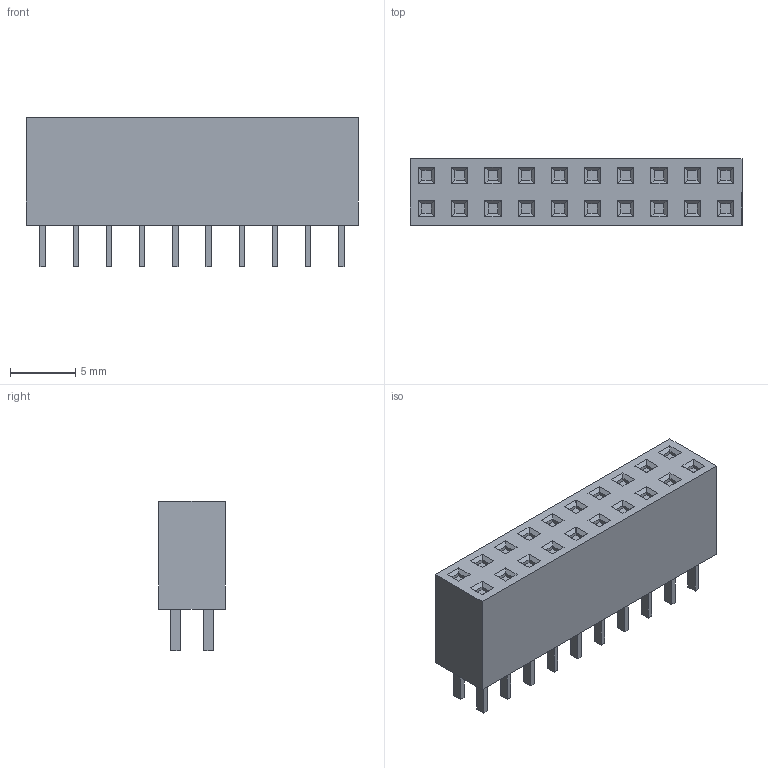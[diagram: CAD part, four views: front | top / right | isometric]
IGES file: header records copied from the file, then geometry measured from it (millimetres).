
Global section: file name: 65H929XXX-01-10-XX.igs; native system: NX V11.0; preprocessor: SIEMENS PLM Software NX 11.0; date: 20180514.130738; units: inch
Bounding box: 25.4 x 5.08 x 11.43 mm (x, y, z)
Surface area: 933 mm2 (no closed solid volume)
Topology: 0 solids, 0 shells, 286 faces, 1304 edges, 1304 vertices
Faces by surface type: bspline 286
